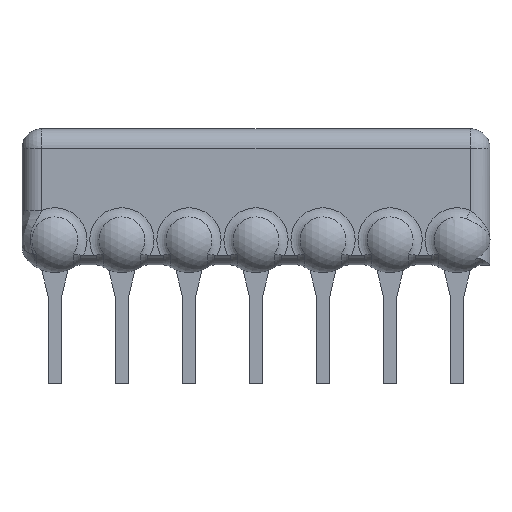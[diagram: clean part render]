
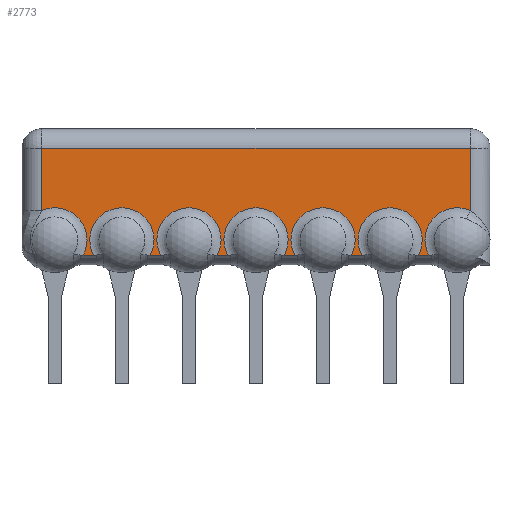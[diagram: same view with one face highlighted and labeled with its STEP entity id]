
A CAD part, left-side view. The second image highlights one B-rep face of the part: STEP entity #2773.
In plain terms, the highlighted planar face has unit normal (-1, 0, 0).
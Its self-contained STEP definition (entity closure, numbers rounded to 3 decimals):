
#176=CARTESIAN_POINT('',(-0.75,0.75,
1.112));
#390=CARTESIAN_POINT('',(-0.75,16.485,0.));
#391=DIRECTION('',(1.,0.,0.));
#392=DIRECTION('',(0.,0.407,0.914));
#393=AXIS2_PLACEMENT_3D('',#390,#391,#392);
#629=DIRECTION('',(0.,0.,-1.));
#630=VECTOR('',#629,2.353);
#631=CARTESIAN_POINT('',(-0.75,16.98,3.465));
#632=LINE('',#631,#630);
#633=DIRECTION('',(0.,0.,-1.));
#634=VECTOR('',#633,2.353);
#635=CARTESIAN_POINT('',(-0.75,0.75,3.465));
#636=LINE('',#635,#634);
#637=CARTESIAN_POINT('',(-0.75,1.245,0.));
#638=DIRECTION('',(1.,0.,0.));
#639=DIRECTION('',(0.,0.875,-0.484));
#640=AXIS2_PLACEMENT_3D('',#637,#638,#639);
#642=DIRECTION('',(0.,1.,0.));
#643=VECTOR('',#642,0.409);
#644=CARTESIAN_POINT('',(-0.75,2.311,-0.589));
#645=LINE('',#644,#643);
#646=DIRECTION('',(0.,1.,0.));
#647=VECTOR('',#646,0.409);
#648=CARTESIAN_POINT('',(-0.75,4.851,-0.589));
#649=LINE('',#648,#647);
#650=DIRECTION('',(0.,1.,0.));
#651=VECTOR('',#650,0.409);
#652=CARTESIAN_POINT('',(-0.75,7.391,-0.589));
#653=LINE('',#652,#651);
#654=DIRECTION('',(0.,1.,0.));
#655=VECTOR('',#654,0.409);
#656=CARTESIAN_POINT('',(-0.75,9.931,-0.589));
#657=LINE('',#656,#655);
#658=DIRECTION('',(0.,1.,0.));
#659=VECTOR('',#658,0.409);
#660=CARTESIAN_POINT('',(-0.75,12.471,-0.589));
#661=LINE('',#660,#659);
#662=DIRECTION('',(0.,1.,0.));
#663=VECTOR('',#662,0.409);
#664=CARTESIAN_POINT('',(-0.75,15.011,-0.589));
#665=LINE('',#664,#663);
#676=DIRECTION('',(0.,1.,0.));
#677=VECTOR('',#676,16.23);
#678=CARTESIAN_POINT('',(-0.75,0.75,3.465));
#679=LINE('',#678,#677);
#709=CARTESIAN_POINT('',(-0.75,3.785,0.));
#710=DIRECTION('',(1.,0.,0.));
#711=DIRECTION('',(0.,0.875,-0.484));
#712=AXIS2_PLACEMENT_3D('',#709,#710,#711);
#865=CARTESIAN_POINT('',(-0.75,6.325,0.));
#866=DIRECTION('',(1.,0.,0.));
#867=DIRECTION('',(0.,0.875,-0.484));
#868=AXIS2_PLACEMENT_3D('',#865,#866,#867);
#1031=CARTESIAN_POINT('',(-0.75,8.865,0.));
#1032=DIRECTION('',(1.,0.,0.));
#1033=DIRECTION('',(0.,0.875,-0.484));
#1034=AXIS2_PLACEMENT_3D('',#1031,#1032,#1033);
#1192=CARTESIAN_POINT('',(-0.75,11.405,0.));
#1193=DIRECTION('',(1.,0.,0.));
#1194=DIRECTION('',(0.,0.875,-0.484));
#1195=AXIS2_PLACEMENT_3D('',#1192,#1193,#1194);
#1358=CARTESIAN_POINT('',(-0.75,13.945,0.));
#1359=DIRECTION('',(1.,0.,0.));
#1360=DIRECTION('',(0.,0.875,-0.484));
#1361=AXIS2_PLACEMENT_3D('',#1358,#1359,#1360);
#1572=CARTESIAN_POINT('',(-0.75,0.75,3.465));
#1574=VERTEX_POINT('',#1572);
#1577=VERTEX_POINT('',#176);
#1580=CARTESIAN_POINT('',(-0.75,2.311,-0.589));
#1581=VERTEX_POINT('',#1580);
#1599=CARTESIAN_POINT('',(-0.75,4.851,-0.589));
#1600=CARTESIAN_POINT('',(-0.75,5.259,-0.589));
#1601=VERTEX_POINT('',#1599);
#1602=VERTEX_POINT('',#1600);
#1607=CARTESIAN_POINT('',(-0.75,2.719,-0.589));
#1608=VERTEX_POINT('',#1607);
#1619=CARTESIAN_POINT('',(-0.75,7.391,-0.589));
#1620=CARTESIAN_POINT('',(-0.75,7.799,-0.589));
#1621=VERTEX_POINT('',#1619);
#1622=VERTEX_POINT('',#1620);
#1623=CARTESIAN_POINT('',(-0.75,9.931,-0.589));
#1624=CARTESIAN_POINT('',(-0.75,10.339,-0.589));
#1625=VERTEX_POINT('',#1623);
#1626=VERTEX_POINT('',#1624);
#1627=CARTESIAN_POINT('',(-0.75,12.471,-0.589));
#1628=CARTESIAN_POINT('',(-0.75,12.879,-0.589));
#1629=VERTEX_POINT('',#1627);
#1630=VERTEX_POINT('',#1628);
#1631=CARTESIAN_POINT('',(-0.75,15.011,-0.589));
#1632=CARTESIAN_POINT('',(-0.75,15.419,-0.589));
#1633=VERTEX_POINT('',#1631);
#1634=VERTEX_POINT('',#1632);
#1859=CARTESIAN_POINT('',(-0.75,16.98,3.465));
#1860=CARTESIAN_POINT('',(-0.75,16.98,1.112));
#1861=VERTEX_POINT('',#1859);
#1862=VERTEX_POINT('',#1860);
#2743=CARTESIAN_POINT('',(-0.75,0.,-0.589));
#2744=DIRECTION('',(-1.,0.,0.));
#2745=DIRECTION('',(0.,0.,1.));
#2746=AXIS2_PLACEMENT_3D('',#2743,#2744,#2745);
#2747=PLANE('',#2746);
#2748=ORIENTED_EDGE('',*,*,#2310,.F.);
#2750=ORIENTED_EDGE('',*,*,#2749,.F.);
#2751=ORIENTED_EDGE('',*,*,#2070,.T.);
#2753=ORIENTED_EDGE('',*,*,#2752,.F.);
#2754=ORIENTED_EDGE('',*,*,#1938,.T.);
#2756=ORIENTED_EDGE('',*,*,#2755,.F.);
#2757=ORIENTED_EDGE('',*,*,#1922,.T.);
#2759=ORIENTED_EDGE('',*,*,#2758,.F.);
#2760=ORIENTED_EDGE('',*,*,#2037,.T.);
#2762=ORIENTED_EDGE('',*,*,#2761,.F.);
#2763=ORIENTED_EDGE('',*,*,#2005,.T.);
#2765=ORIENTED_EDGE('',*,*,#2764,.F.);
#2766=ORIENTED_EDGE('',*,*,#1982,.T.);
#2768=ORIENTED_EDGE('',*,*,#2767,.F.);
#2769=ORIENTED_EDGE('',*,*,#1958,.T.);
#2770=ORIENTED_EDGE('',*,*,#2410,.F.);
#2771=EDGE_LOOP('',(#2748,#2750,#2751,#2753,#2754,#2756,#2757,#2759,#2760,#2762,
#2763,#2765,#2766,#2768,#2769,#2770));
#2772=FACE_OUTER_BOUND('',#2771,.F.);
#394=CIRCLE('',#393,1.218);
#641=CIRCLE('',#640,1.218);
#713=CIRCLE('',#712,1.218);
#869=CIRCLE('',#868,1.218);
#1035=CIRCLE('',#1034,1.218);
#1196=CIRCLE('',#1195,1.218);
#1362=CIRCLE('',#1361,1.218);
#1922=EDGE_CURVE('',#1601,#1602,#649,.T.);
#1938=EDGE_CURVE('',#1581,#1608,#645,.T.);
#1958=EDGE_CURVE('',#1633,#1634,#665,.T.);
#1982=EDGE_CURVE('',#1629,#1630,#661,.T.);
#2005=EDGE_CURVE('',#1625,#1626,#657,.T.);
#2037=EDGE_CURVE('',#1621,#1622,#653,.T.);
#2070=EDGE_CURVE('',#1574,#1577,#636,.T.);
#2310=EDGE_CURVE('',#1861,#1862,#632,.T.);
#2410=EDGE_CURVE('',#1862,#1634,#394,.T.);
#2749=EDGE_CURVE('',#1574,#1861,#679,.T.);
#2752=EDGE_CURVE('',#1581,#1577,#641,.T.);
#2755=EDGE_CURVE('',#1601,#1608,#713,.T.);
#2758=EDGE_CURVE('',#1621,#1602,#869,.T.);
#2761=EDGE_CURVE('',#1625,#1622,#1035,.T.);
#2764=EDGE_CURVE('',#1629,#1626,#1196,.T.);
#2767=EDGE_CURVE('',#1633,#1630,#1362,.T.);
#2773=ADVANCED_FACE('',(#2772),#2747,.T.);
